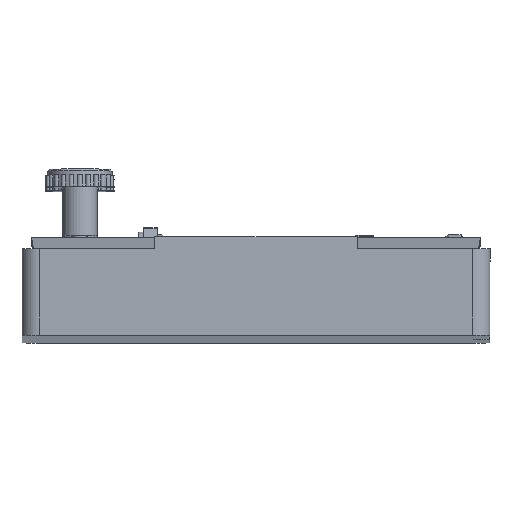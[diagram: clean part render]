
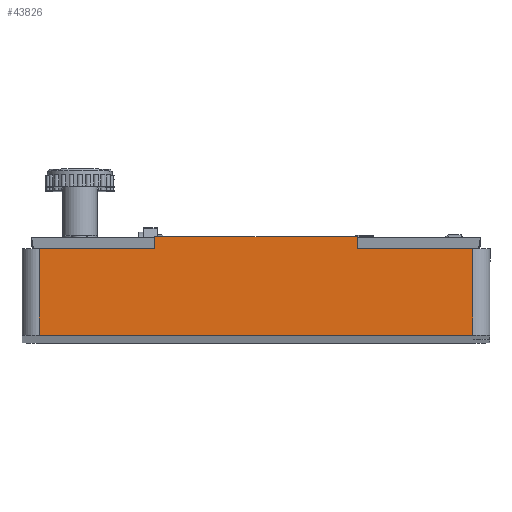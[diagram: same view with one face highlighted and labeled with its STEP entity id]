
A CAD part, left-side view. The second image highlights one B-rep face of the part: STEP entity #43826.
In plain terms, the highlighted planar face has unit normal (-1, 0, 0.028).
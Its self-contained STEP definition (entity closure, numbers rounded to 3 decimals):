
#4439=LINE('',#72764,#8985);
#4666=LINE('',#73771,#9212);
#4670=LINE('',#73781,#9216);
#4680=LINE('',#73806,#9226);
#4692=LINE('',#73839,#9238);
#4737=LINE('',#73939,#9283);
#4751=LINE('',#73970,#9297);
#4785=LINE('',#74066,#9331);
#8985=VECTOR('',#58184,17.5);
#9212=VECTOR('',#59245,1.);
#9216=VECTOR('',#59253,10.);
#9226=VECTOR('',#59279,1.);
#9238=VECTOR('',#59317,37.5);
#9283=VECTOR('',#59402,10.);
#9297=VECTOR('',#59436,7.5);
#9331=VECTOR('',#59578,7.5);
#10885=PLANE('',#47563);
#13490=FACE_OUTER_BOUND('',#15984,.T.);
#15984=EDGE_LOOP('',(#39923,#39924,#39925,#39926,#39927,#39928,#39929,#39930));
#21188=VERTEX_POINT('',#72761);
#21189=VERTEX_POINT('',#72763);
#21406=VERTEX_POINT('',#73769);
#21410=VERTEX_POINT('',#73779);
#21417=VERTEX_POINT('',#73805);
#21424=VERTEX_POINT('',#73836);
#21425=VERTEX_POINT('',#73838);
#21458=VERTEX_POINT('',#73932);
#27053=EDGE_CURVE('',#21189,#21188,#4439,.T.);
#27490=EDGE_CURVE('',#21188,#21406,#4666,.T.);
#27495=EDGE_CURVE('',#21406,#21410,#4670,.T.);
#27507=EDGE_CURVE('',#21417,#21189,#4680,.T.);
#27522=EDGE_CURVE('',#21424,#21425,#4692,.T.);
#27573=EDGE_CURVE('',#21458,#21417,#4737,.T.);
#27589=EDGE_CURVE('',#21424,#21458,#4751,.T.);
#27631=EDGE_CURVE('',#21425,#21410,#4785,.T.);
#39923=ORIENTED_EDGE('',*,*,#27495,.T.);
#39924=ORIENTED_EDGE('',*,*,#27631,.F.);
#39925=ORIENTED_EDGE('',*,*,#27522,.F.);
#39926=ORIENTED_EDGE('',*,*,#27589,.T.);
#39927=ORIENTED_EDGE('',*,*,#27573,.T.);
#39928=ORIENTED_EDGE('',*,*,#27507,.T.);
#39929=ORIENTED_EDGE('',*,*,#27053,.T.);
#39930=ORIENTED_EDGE('',*,*,#27490,.T.);
#43826=ADVANCED_FACE('',(#13490),#10885,.T.);
#47563=AXIS2_PLACEMENT_3D('',#74065,#59576,#59577);
#58184=DIRECTION('',(0.,1.,0.));
#59245=DIRECTION('',(-0.028,0.,-1.));
#59253=DIRECTION('',(0.,1.,0.));
#59279=DIRECTION('',(0.028,0.,1.));
#59317=DIRECTION('',(0.,1.,0.));
#59402=DIRECTION('',(0.,1.,0.));
#59436=DIRECTION('',(0.028,0.,1.));
#59576=DIRECTION('center_axis',(-1.,0.,
0.028));
#59577=DIRECTION('ref_axis',(0.028,0.,1.));
#59578=DIRECTION('',(0.028,0.,1.));
#72761=CARTESIAN_POINT('',(-20.04,5.923,53.284));
#72763=CARTESIAN_POINT('',(-20.04,-11.577,53.284));
#72764=CARTESIAN_POINT('',(-20.04,-21.577,53.284));
#73769=CARTESIAN_POINT('',(-20.068,5.923,52.284));
#73771=CARTESIAN_POINT('',(-20.166,5.923,48.775));
#73779=CARTESIAN_POINT('',(-20.068,15.923,52.284));
#73781=CARTESIAN_POINT('',(-20.068,-2.077,52.284));
#73805=CARTESIAN_POINT('',(-20.068,-11.577,52.284));
#73806=CARTESIAN_POINT('',(-20.166,-11.577,48.775));
#73836=CARTESIAN_POINT('',(-20.277,-21.577,44.787));
#73838=CARTESIAN_POINT('',(-20.277,15.923,44.787));
#73839=CARTESIAN_POINT('',(-20.277,-21.577,44.787));
#73932=CARTESIAN_POINT('',(-20.068,-21.577,52.284));
#73939=CARTESIAN_POINT('',(-20.068,-22.327,52.284));
#73970=CARTESIAN_POINT('',(-20.277,-21.577,44.787));
#74065=CARTESIAN_POINT('Origin',(-20.277,-21.577,44.787));
#74066=CARTESIAN_POINT('',(-20.277,15.923,44.787));
